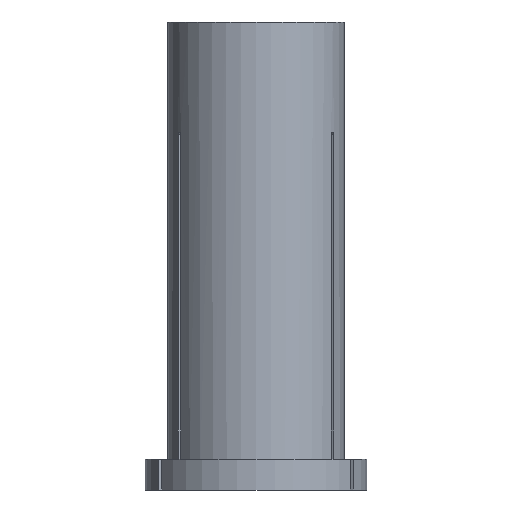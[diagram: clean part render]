
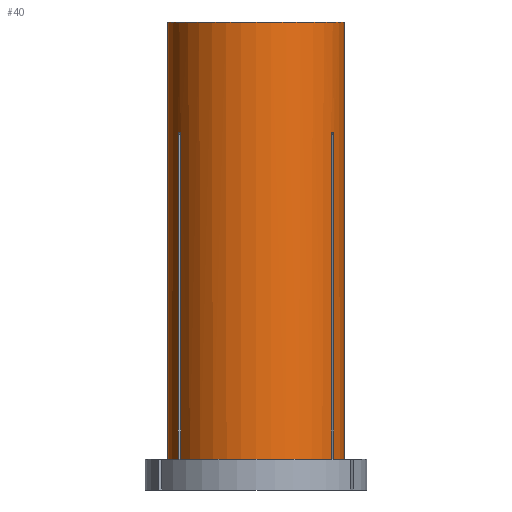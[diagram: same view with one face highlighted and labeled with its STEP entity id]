
A CAD part, front view. The second image highlights one B-rep face of the part: STEP entity #40.
In plain terms, the highlighted cylindrical face has radius 10 mm (diameter 20 mm), a partial arc.
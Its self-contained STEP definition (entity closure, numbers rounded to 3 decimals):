
#23 = VERTEX_POINT ( 'NONE', #370 ) ;
#40 = ADVANCED_FACE ( 'NONE', ( #515 ), #1272, .T. ) ;
#45 = CARTESIAN_POINT ( 'NONE',  ( -8.506, -5.258, -49.4 ) ) ;
#51 = DIRECTION ( 'NONE',  ( 0., 0., 1. ) ) ;
#68 = CARTESIAN_POINT ( 'NONE',  ( 0., 0., -49.4 ) ) ;
#76 = AXIS2_PLACEMENT_3D ( 'NONE', #660, #51, #358 ) ;
#77 = CIRCLE ( 'NONE', #588, 10. ) ;
#92 = ORIENTED_EDGE ( 'NONE', *, *, #1245, .T. ) ;
#101 = LINE ( 'NONE', #636, #611 ) ;
#111 = EDGE_CURVE ( 'NONE', #329, #900, #921, .T. ) ;
#122 = ORIENTED_EDGE ( 'NONE', *, *, #111, .T. ) ;
#133 = VERTEX_POINT ( 'NONE', #366 ) ;
#153 = VERTEX_POINT ( 'NONE', #463 ) ;
#161 = DIRECTION ( 'NONE',  ( 0., 0., 1. ) ) ;
#163 = DIRECTION ( 'NONE',  ( 0., 0., 1. ) ) ;
#174 = DIRECTION ( 'NONE',  ( 0., 0., 1. ) ) ;
#194 = DIRECTION ( 'NONE',  ( 0., 0., 1. ) ) ;
#212 = CIRCLE ( 'NONE', #363, 10. ) ;
#217 = CARTESIAN_POINT ( 'NONE',  ( 10., 0., 0. ) ) ;
#222 = VECTOR ( 'NONE', #238, 1000. ) ;
#230 = DIRECTION ( 'NONE',  ( 0., 0., 1. ) ) ;
#234 = EDGE_CURVE ( 'NONE', #279, #936, #395, .T. ) ;
#238 = DIRECTION ( 'NONE',  ( 0., 0., 1. ) ) ;
#268 = LINE ( 'NONE', #456, #1118 ) ;
#279 = VERTEX_POINT ( 'NONE', #602 ) ;
#285 = VERTEX_POINT ( 'NONE', #1075 ) ;
#296 = CARTESIAN_POINT ( 'NONE',  ( 8.806, -4.738, -49.4 ) ) ;
#308 = DIRECTION ( 'NONE',  ( 1., 0., 0. ) ) ;
#312 = EDGE_CURVE ( 'NONE', #329, #1079, #1071, .T. ) ;
#318 = CARTESIAN_POINT ( 'NONE',  ( -8.661, -5.001, -12.498 ) ) ;
#329 = VERTEX_POINT ( 'NONE', #45 ) ;
#337 = CARTESIAN_POINT ( 'NONE',  ( -8.759, -4.826, -12.502 ) ) ;
#358 = DIRECTION ( 'NONE',  ( 1., 0., 0. ) ) ;
#360 = CARTESIAN_POINT ( 'NONE',  ( -8.506, -5.258, -12.505 ) ) ;
#363 = AXIS2_PLACEMENT_3D ( 'NONE', #68, #163, #903 ) ;
#364 = ORIENTED_EDGE ( 'NONE', *, *, #961, .T. ) ;
#366 = CARTESIAN_POINT ( 'NONE',  ( -8.806, -4.738, -49.4 ) ) ;
#370 = CARTESIAN_POINT ( 'NONE',  ( 10., 0., -49.4 ) ) ;
#371 = VECTOR ( 'NONE', #1356, 1000. ) ;
#390 = VERTEX_POINT ( 'NONE', #296 ) ;
#395 = B_SPLINE_CURVE_WITH_KNOTS ( 'NONE', 3,
 ( #1265, #498, #871, #839, #952 ),
 .UNSPECIFIED., .F., .F.,
 ( 4, 1, 4 ),
 ( 0.075, 0.075, 0.076 ),
 .UNSPECIFIED. ) ;
#406 = CARTESIAN_POINT ( 'NONE',  ( -8.559, -5.173, -12.502 ) ) ;
#418 = CARTESIAN_POINT ( 'NONE',  ( -8.506, -5.258, 0. ) ) ;
#426 = ORIENTED_EDGE ( 'NONE', *, *, #234, .T. ) ;
#446 = DIRECTION ( 'NONE',  ( 0., 0., 1. ) ) ;
#456 = CARTESIAN_POINT ( 'NONE',  ( -8.806, -4.738, 0. ) ) ;
#459 = ORIENTED_EDGE ( 'NONE', *, *, #792, .F. ) ;
#463 = CARTESIAN_POINT ( 'NONE',  ( -10., 0., 0. ) ) ;
#498 = CARTESIAN_POINT ( 'NONE',  ( 8.559, -5.172, -12.502 ) ) ;
#501 = B_SPLINE_CURVE_WITH_KNOTS ( 'NONE', 3,
 ( #653, #337, #318, #406, #360 ),
 .UNSPECIFIED., .F., .F.,
 ( 4, 1, 4 ),
 ( 0.07, 0.07, 0.07 ),
 .UNSPECIFIED. ) ;
#504 = CARTESIAN_POINT ( 'NONE',  ( 0., 0., 0. ) ) ;
#506 = CARTESIAN_POINT ( 'NONE',  ( 0., 0., -49.4 ) ) ;
#511 = EDGE_CURVE ( 'NONE', #390, #936, #649, .T. ) ;
#515 = FACE_OUTER_BOUND ( 'NONE', #1328, .T. ) ;
#517 = DIRECTION ( 'NONE',  ( 0., 0., 1. ) ) ;
#519 = CARTESIAN_POINT ( 'NONE',  ( 8.806, -4.738, 0. ) ) ;
#527 = EDGE_CURVE ( 'NONE', #900, #279, #101, .T. ) ;
#588 = AXIS2_PLACEMENT_3D ( 'NONE', #504, #174, #805 ) ;
#602 = CARTESIAN_POINT ( 'NONE',  ( 8.506, -5.258, -12.505 ) ) ;
#611 = VECTOR ( 'NONE', #446, 1000. ) ;
#622 = CIRCLE ( 'NONE', #1070, 10. ) ;
#636 = CARTESIAN_POINT ( 'NONE',  ( 8.506, -5.258, 0. ) ) ;
#637 = ORIENTED_EDGE ( 'NONE', *, *, #312, .F. ) ;
#649 = LINE ( 'NONE', #519, #371 ) ;
#653 = CARTESIAN_POINT ( 'NONE',  ( -8.806, -4.738, -12.505 ) ) ;
#660 = CARTESIAN_POINT ( 'NONE',  ( 0., 0., 0. ) ) ;
#669 = ORIENTED_EDGE ( 'NONE', *, *, #511, .F. ) ;
#674 = CARTESIAN_POINT ( 'NONE',  ( 0., 0., -49.4 ) ) ;
#676 = CARTESIAN_POINT ( 'NONE',  ( 8.506, -5.258, -49.4 ) ) ;
#682 = VECTOR ( 'NONE', #1010, 1000. ) ;
#696 = ORIENTED_EDGE ( 'NONE', *, *, #1370, .T. ) ;
#711 = EDGE_CURVE ( 'NONE', #1160, #153, #714, .T. ) ;
#714 = LINE ( 'NONE', #1357, #682 ) ;
#720 = CARTESIAN_POINT ( 'NONE',  ( -8.806, -4.738, -12.505 ) ) ;
#785 = LINE ( 'NONE', #217, #222 ) ;
#787 = VECTOR ( 'NONE', #230, 1000. ) ;
#789 = DIRECTION ( 'NONE',  ( 1., 0., 0. ) ) ;
#792 = EDGE_CURVE ( 'NONE', #153, #285, #77, .T. ) ;
#805 = DIRECTION ( 'NONE',  ( 1., 0., 0. ) ) ;
#821 = CARTESIAN_POINT ( 'NONE',  ( 8.806, -4.738, -12.505 ) ) ;
#839 = CARTESIAN_POINT ( 'NONE',  ( 8.759, -4.826, -12.502 ) ) ;
#864 = ORIENTED_EDGE ( 'NONE', *, *, #711, .F. ) ;
#871 = CARTESIAN_POINT ( 'NONE',  ( 8.662, -5., -12.498 ) ) ;
#881 = EDGE_CURVE ( 'NONE', #390, #23, #212, .T. ) ;
#883 = CARTESIAN_POINT ( 'NONE',  ( -8.506, -5.258, -12.505 ) ) ;
#900 = VERTEX_POINT ( 'NONE', #676 ) ;
#903 = DIRECTION ( 'NONE',  ( 1., 0., 0. ) ) ;
#921 = CIRCLE ( 'NONE', #1066, 10. ) ;
#925 = ORIENTED_EDGE ( 'NONE', *, *, #1337, .T. ) ;
#936 = VERTEX_POINT ( 'NONE', #821 ) ;
#952 = CARTESIAN_POINT ( 'NONE',  ( 8.806, -4.738, -12.505 ) ) ;
#961 = EDGE_CURVE ( 'NONE', #1160, #133, #622, .T. ) ;
#1010 = DIRECTION ( 'NONE',  ( 0., 0., 1. ) ) ;
#1066 = AXIS2_PLACEMENT_3D ( 'NONE', #674, #161, #789 ) ;
#1070 = AXIS2_PLACEMENT_3D ( 'NONE', #506, #194, #308 ) ;
#1071 = LINE ( 'NONE', #418, #787 ) ;
#1075 = CARTESIAN_POINT ( 'NONE',  ( 10., 0., 0. ) ) ;
#1079 = VERTEX_POINT ( 'NONE', #883 ) ;
#1082 = VERTEX_POINT ( 'NONE', #720 ) ;
#1118 = VECTOR ( 'NONE', #517, 1000. ) ;
#1160 = VERTEX_POINT ( 'NONE', #1178 ) ;
#1178 = CARTESIAN_POINT ( 'NONE',  ( -10., 0., -49.4 ) ) ;
#1216 = ORIENTED_EDGE ( 'NONE', *, *, #527, .T. ) ;
#1245 = EDGE_CURVE ( 'NONE', #133, #1082, #268, .T. ) ;
#1265 = CARTESIAN_POINT ( 'NONE',  ( 8.506, -5.258, -12.505 ) ) ;
#1272 = CYLINDRICAL_SURFACE ( 'NONE', #76, 10. ) ;
#1276 = ORIENTED_EDGE ( 'NONE', *, *, #881, .T. ) ;
#1328 = EDGE_LOOP ( 'NONE', ( #864, #364, #92, #925, #637, #122, #1216, #426, #669, #1276, #696, #459 ) ) ;
#1337 = EDGE_CURVE ( 'NONE', #1082, #1079, #501, .T. ) ;
#1356 = DIRECTION ( 'NONE',  ( 0., 0., 1. ) ) ;
#1357 = CARTESIAN_POINT ( 'NONE',  ( -10., 0., 0. ) ) ;
#1370 = EDGE_CURVE ( 'NONE', #23, #285, #785, .T. ) ;
